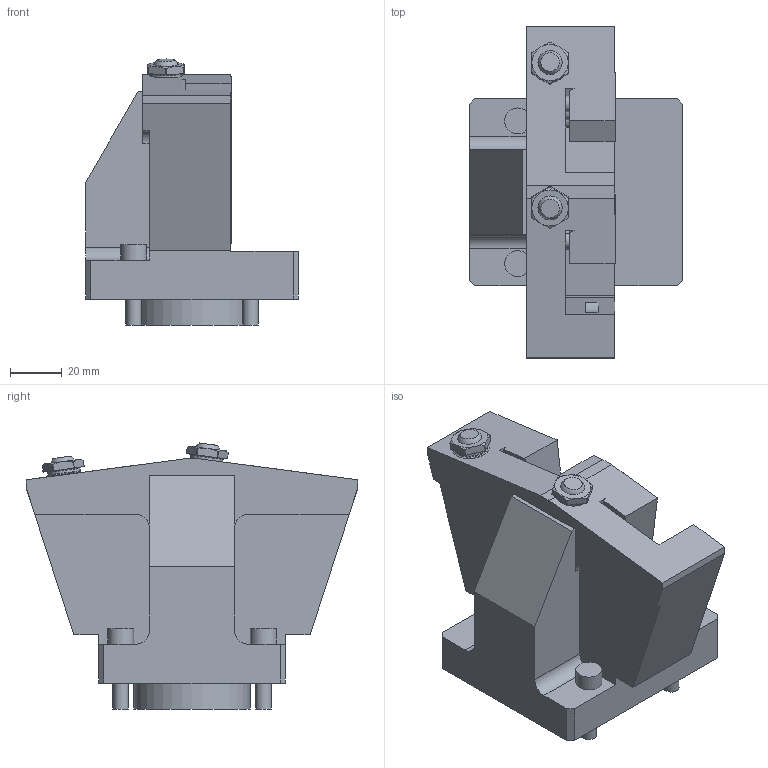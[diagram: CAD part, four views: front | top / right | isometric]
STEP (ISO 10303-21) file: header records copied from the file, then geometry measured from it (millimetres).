
FILE_DESCRIPTION(/* description */ (''),/* implementation_level */ '2;1');
FILE_NAME(/* name */ '10001035200nxv000_00_214.stp',/* time_stamp */ '2022-05-04T10:38:10+02:00',/* author */ (''),/* organization */ (''),/* preprocessor_version */ 'ST-DEVELOPER v16.7',/* originating_system */ 'SIEMENS PLM Software NX 12.0',/* authorisation */ '');
FILE_SCHEMA (('AUTOMOTIVE_DESIGN { 1 0 10303 214 3 1 1 1 }'));
Length unit declared in the file: millimetre
Products named in the file (1): 10001035200nxv000_00
Bounding box: 82 x 128 x 102.57 mm (x, y, z)
Volume: 339539.3 mm3; surface area: 53613.4 mm2
Topology: 1 solids, 1 shells, 141 faces, 369 edges, 244 vertices
Faces by surface type: plane 83, cylinder 38, cone 14, torus 4, sphere 2
Full cylindrical faces by diameter (mm): 6 x10, 10 x2, 12.6 x2, 14 x1, 45 x1
Entity records: 4194 total; most frequent: CARTESIAN_POINT 788, DIRECTION 689, ORIENTED_EDGE 666, EDGE_CURVE 333, AXIS2_PLACEMENT_3D 240, VERTEX_POINT 231, LINE 209, VECTOR 209
